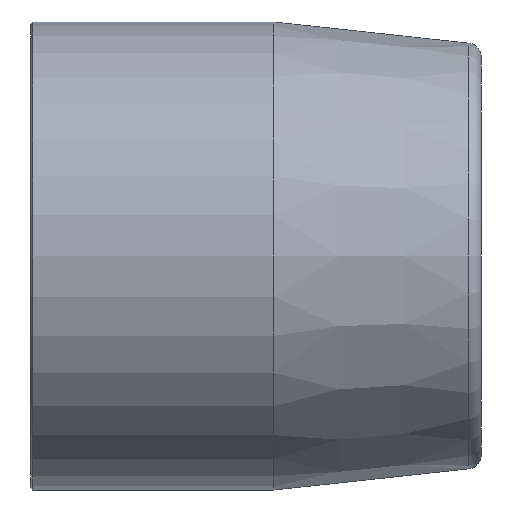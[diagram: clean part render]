
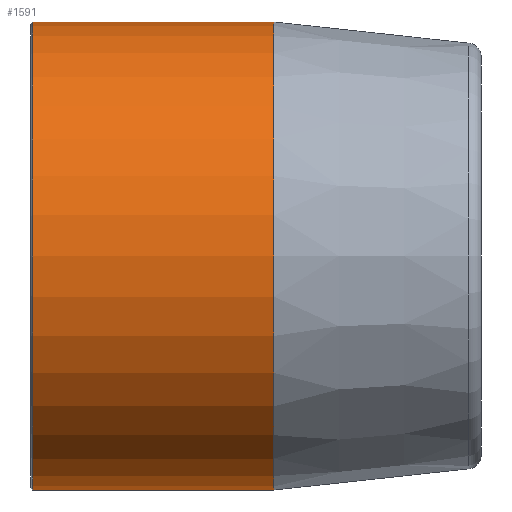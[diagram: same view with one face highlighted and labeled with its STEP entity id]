
A CAD part, front view. The second image highlights one B-rep face of the part: STEP entity #1591.
In plain terms, the highlighted cylindrical face has radius 32.7 mm (diameter 65.4 mm), a partial arc.
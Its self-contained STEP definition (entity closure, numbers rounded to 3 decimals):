
#35 = CARTESIAN_POINT ( 'NONE',  ( 34., 0., -32.7 ) ) ;
#96 = DIRECTION ( 'NONE',  ( -1., 0., 0. ) ) ;
#185 = CARTESIAN_POINT ( 'NONE',  ( 0.3, 0., -32.7 ) ) ;
#259 = ORIENTED_EDGE ( 'NONE', *, *, #2642, .T. ) ;
#263 = CIRCLE ( 'NONE', #1525, 32.7 ) ;
#485 = CARTESIAN_POINT ( 'NONE',  ( 0.3, 0., 0. ) ) ;
#569 = VERTEX_POINT ( 'NONE', #2517 ) ;
#772 = DIRECTION ( 'NONE',  ( 1., 0., 0. ) ) ;
#792 = ORIENTED_EDGE ( 'NONE', *, *, #1114, .T. ) ;
#797 = CIRCLE ( 'NONE', #1786, 32.7 ) ;
#814 = CARTESIAN_POINT ( 'NONE',  ( -31.707, 0., -32.7 ) ) ;
#938 = CARTESIAN_POINT ( 'NONE',  ( -31.707, 0., 32.7 ) ) ;
#978 = LINE ( 'NONE', #938, #2279 ) ;
#1068 = DIRECTION ( 'NONE',  ( 0., 0., 1. ) ) ;
#1076 = DIRECTION ( 'NONE',  ( -1., 0., 0. ) ) ;
#1114 = EDGE_CURVE ( 'NONE', #569, #1543, #978, .T. ) ;
#1116 = CARTESIAN_POINT ( 'NONE',  ( 34., 0., 0. ) ) ;
#1218 = EDGE_CURVE ( 'NONE', #2580, #569, #263, .T. ) ;
#1243 = DIRECTION ( 'NONE',  ( 0., 0., 1. ) ) ;
#1345 = EDGE_LOOP ( 'NONE', ( #2108, #2713, #792, #259 ) ) ;
#1481 = DIRECTION ( 'NONE',  ( -1., 0., 0. ) ) ;
#1482 = DIRECTION ( 'NONE',  ( -1., 0., 0. ) ) ;
#1487 = EDGE_CURVE ( 'NONE', #2580, #1928, #1588, .T. ) ;
#1525 = AXIS2_PLACEMENT_3D ( 'NONE', #1116, #1482, #1068 ) ;
#1543 = VERTEX_POINT ( 'NONE', #2112 ) ;
#1588 = LINE ( 'NONE', #814, #1922 ) ;
#1591 = ADVANCED_FACE ( 'NONE', ( #1849 ), #1896, .T. ) ;
#1786 = AXIS2_PLACEMENT_3D ( 'NONE', #485, #772, #2691 ) ;
#1849 = FACE_OUTER_BOUND ( 'NONE', #1345, .T. ) ;
#1896 = CYLINDRICAL_SURFACE ( 'NONE', #2057, 32.7 ) ;
#1922 = VECTOR ( 'NONE', #1076, 1000. ) ;
#1928 = VERTEX_POINT ( 'NONE', #185 ) ;
#2057 = AXIS2_PLACEMENT_3D ( 'NONE', #2529, #96, #1243 ) ;
#2108 = ORIENTED_EDGE ( 'NONE', *, *, #1487, .F. ) ;
#2112 = CARTESIAN_POINT ( 'NONE',  ( 0.3, 0., 32.7 ) ) ;
#2279 = VECTOR ( 'NONE', #1481, 1000. ) ;
#2517 = CARTESIAN_POINT ( 'NONE',  ( 34., 0., 32.7 ) ) ;
#2529 = CARTESIAN_POINT ( 'NONE',  ( -31.707, 0., 0. ) ) ;
#2580 = VERTEX_POINT ( 'NONE', #35 ) ;
#2642 = EDGE_CURVE ( 'NONE', #1543, #1928, #797, .T. ) ;
#2691 = DIRECTION ( 'NONE',  ( 0., 0., -1. ) ) ;
#2713 = ORIENTED_EDGE ( 'NONE', *, *, #1218, .T. ) ;
